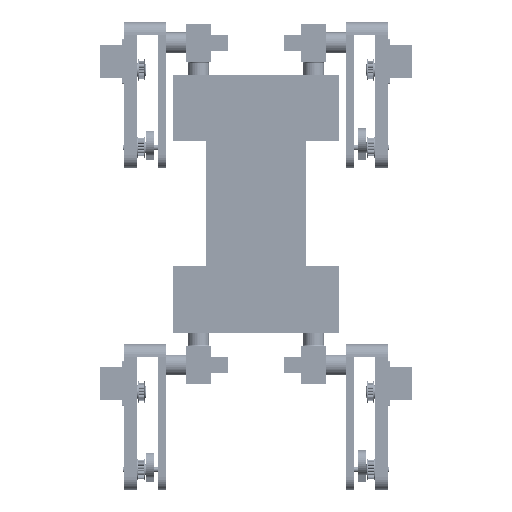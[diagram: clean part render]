
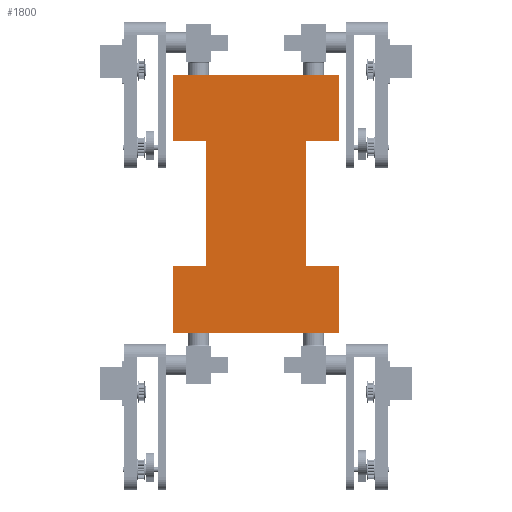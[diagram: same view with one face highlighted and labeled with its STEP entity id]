
A CAD part, front view. The second image highlights one B-rep face of the part: STEP entity #1800.
In plain terms, the highlighted planar face has unit normal (0, -1, 0).
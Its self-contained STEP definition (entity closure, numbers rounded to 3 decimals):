
#1=DIRECTION('',(0.,0.,-1.));
#2=VECTOR('',#1,150.);
#3=CARTESIAN_POINT('',(60.,0.,75.));
#4=LINE('',#3,#2);
#5=DIRECTION('',(0.,0.,-1.));
#6=VECTOR('',#5,80.);
#7=CARTESIAN_POINT('',(100.,0.,-75.));
#8=LINE('',#7,#6);
#9=DIRECTION('',(0.,0.,1.));
#10=VECTOR('',#9,150.);
#11=CARTESIAN_POINT('',(-60.,0.,-75.));
#12=LINE('',#11,#10);
#13=DIRECTION('',(0.,0.,1.));
#14=VECTOR('',#13,80.);
#15=CARTESIAN_POINT('',(-100.,0.,75.));
#16=LINE('',#15,#14);
#25=DIRECTION('',(-1.,0.,0.));
#26=VECTOR('',#25,40.);
#27=CARTESIAN_POINT('',(-60.,0.,-75.));
#28=LINE('',#27,#26);
#45=DIRECTION('',(-1.,0.,0.));
#46=VECTOR('',#45,40.);
#47=CARTESIAN_POINT('',(100.,0.,-75.));
#48=LINE('',#47,#46);
#165=DIRECTION('',(0.,0.,-1.));
#166=VECTOR('',#165,80.);
#167=CARTESIAN_POINT('',(-100.,0.,-75.));
#168=LINE('',#167,#166);
#181=DIRECTION('',(-1.,0.,0.));
#182=VECTOR('',#181,200.);
#183=CARTESIAN_POINT('',(100.,0.,-155.));
#184=LINE('',#183,#182);
#357=DIRECTION('',(1.,0.,0.));
#358=VECTOR('',#357,200.);
#359=CARTESIAN_POINT('',(-100.,0.,155.));
#360=LINE('',#359,#358);
#449=DIRECTION('',(0.,0.,1.));
#450=VECTOR('',#449,80.);
#451=CARTESIAN_POINT('',(100.,0.,75.));
#452=LINE('',#451,#450);
#461=DIRECTION('',(1.,0.,0.));
#462=VECTOR('',#461,40.);
#463=CARTESIAN_POINT('',(-100.,0.,75.));
#464=LINE('',#463,#462);
#465=DIRECTION('',(1.,0.,0.));
#466=VECTOR('',#465,40.);
#467=CARTESIAN_POINT('',(60.,0.,75.));
#468=LINE('',#467,#466);
#1369=CARTESIAN_POINT('',(100.,0.,75.));
#1371=VERTEX_POINT('',#1369);
#1374=CARTESIAN_POINT('',(-100.,0.,75.));
#1376=VERTEX_POINT('',#1374);
#1377=CARTESIAN_POINT('',(-100.,0.,155.));
#1378=CARTESIAN_POINT('',(100.,0.,155.));
#1379=VERTEX_POINT('',#1377);
#1380=VERTEX_POINT('',#1378);
#1381=CARTESIAN_POINT('',(-60.,0.,75.));
#1383=VERTEX_POINT('',#1381);
#1385=CARTESIAN_POINT('',(60.,0.,75.));
#1387=VERTEX_POINT('',#1385);
#1389=CARTESIAN_POINT('',(-100.,0.,-75.));
#1391=VERTEX_POINT('',#1389);
#1394=CARTESIAN_POINT('',(100.,0.,-75.));
#1396=VERTEX_POINT('',#1394);
#1397=CARTESIAN_POINT('',(100.,0.,-155.));
#1398=CARTESIAN_POINT('',(-100.,0.,-155.));
#1399=VERTEX_POINT('',#1397);
#1400=VERTEX_POINT('',#1398);
#1401=CARTESIAN_POINT('',(-60.,0.,-75.));
#1403=VERTEX_POINT('',#1401);
#1405=CARTESIAN_POINT('',(60.,0.,-75.));
#1407=VERTEX_POINT('',#1405);
#1769=CARTESIAN_POINT('',(0.,0.,0.));
#1770=DIRECTION('',(0.,1.,0.));
#1771=DIRECTION('',(1.,0.,0.));
#1772=AXIS2_PLACEMENT_3D('',#1769,#1770,#1771);
#1773=PLANE('',#1772);
#1775=ORIENTED_EDGE('',*,*,#1774,.T.);
#1777=ORIENTED_EDGE('',*,*,#1776,.F.);
#1779=ORIENTED_EDGE('',*,*,#1778,.T.);
#1781=ORIENTED_EDGE('',*,*,#1780,.T.);
#1783=ORIENTED_EDGE('',*,*,#1782,.F.);
#1785=ORIENTED_EDGE('',*,*,#1784,.F.);
#1787=ORIENTED_EDGE('',*,*,#1786,.T.);
#1789=ORIENTED_EDGE('',*,*,#1788,.F.);
#1791=ORIENTED_EDGE('',*,*,#1790,.T.);
#1793=ORIENTED_EDGE('',*,*,#1792,.T.);
#1795=ORIENTED_EDGE('',*,*,#1794,.F.);
#1797=ORIENTED_EDGE('',*,*,#1796,.F.);
#1798=EDGE_LOOP('',(#1775,#1777,#1779,#1781,#1783,#1785,#1787,#1789,#1791,#1793,
#1795,#1797));
#1799=FACE_OUTER_BOUND('',#1798,.F.);
#1800=ADVANCED_FACE('',(#1799),#1773,.F.);
#1774=EDGE_CURVE('',#1387,#1407,#4,.T.);
#1776=EDGE_CURVE('',#1396,#1407,#48,.T.);
#1778=EDGE_CURVE('',#1396,#1399,#8,.T.);
#1780=EDGE_CURVE('',#1399,#1400,#184,.T.);
#1782=EDGE_CURVE('',#1391,#1400,#168,.T.);
#1784=EDGE_CURVE('',#1403,#1391,#28,.T.);
#1786=EDGE_CURVE('',#1403,#1383,#12,.T.);
#1788=EDGE_CURVE('',#1376,#1383,#464,.T.);
#1790=EDGE_CURVE('',#1376,#1379,#16,.T.);
#1792=EDGE_CURVE('',#1379,#1380,#360,.T.);
#1794=EDGE_CURVE('',#1371,#1380,#452,.T.);
#1796=EDGE_CURVE('',#1387,#1371,#468,.T.);
